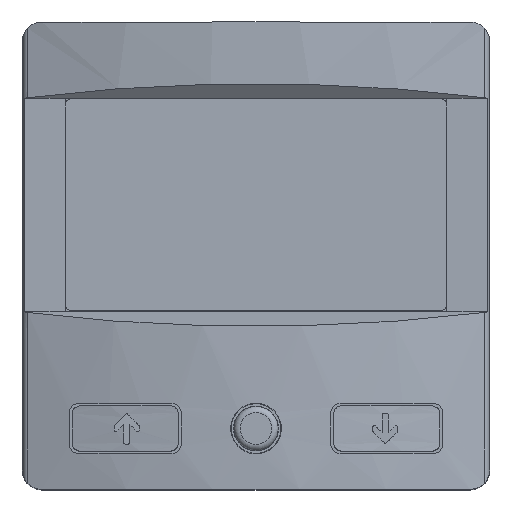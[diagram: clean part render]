
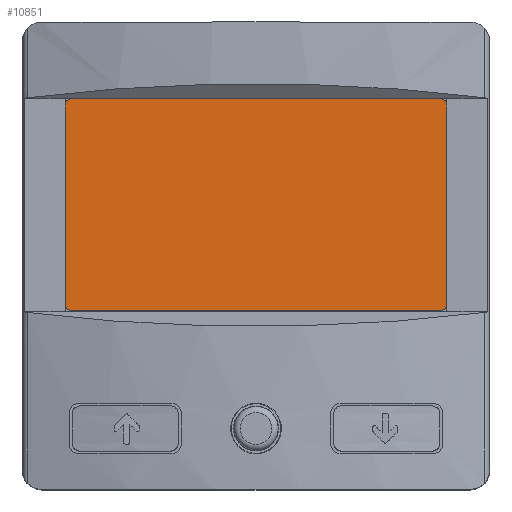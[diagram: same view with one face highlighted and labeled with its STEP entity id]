
A CAD part, top view. The second image highlights one B-rep face of the part: STEP entity #10851.
In plain terms, the highlighted planar face has unit normal (0, 0, 1).
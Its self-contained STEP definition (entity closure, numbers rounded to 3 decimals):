
#205=CIRCLE('',#11363,0.4);
#206=CIRCLE('',#11366,0.4);
#207=CIRCLE('',#11369,0.4);
#208=CIRCLE('',#11372,0.4);
#829=ORIENTED_EDGE('',*,*,#2936,.T.);
#830=ORIENTED_EDGE('',*,*,#2939,.T.);
#831=ORIENTED_EDGE('',*,*,#2941,.T.);
#832=ORIENTED_EDGE('',*,*,#2943,.T.);
#833=ORIENTED_EDGE('',*,*,#2945,.T.);
#834=ORIENTED_EDGE('',*,*,#2947,.T.);
#835=ORIENTED_EDGE('',*,*,#2949,.T.);
#836=ORIENTED_EDGE('',*,*,#2950,.T.);
#2936=EDGE_CURVE('',#4011,#4010,#4718,.T.);
#2939=EDGE_CURVE('',#4010,#4012,#205,.T.);
#2941=EDGE_CURVE('',#4012,#4013,#4722,.T.);
#2943=EDGE_CURVE('',#4013,#4014,#206,.T.);
#2945=EDGE_CURVE('',#4014,#4015,#4725,.T.);
#2947=EDGE_CURVE('',#4015,#4016,#207,.T.);
#2949=EDGE_CURVE('',#4016,#4017,#4728,.T.);
#2950=EDGE_CURVE('',#4017,#4011,#208,.T.);
#4010=VERTEX_POINT('',#14925);
#4011=VERTEX_POINT('',#14927);
#4012=VERTEX_POINT('',#14931);
#4013=VERTEX_POINT('',#14935);
#4014=VERTEX_POINT('',#14939);
#4015=VERTEX_POINT('',#14943);
#4016=VERTEX_POINT('',#14947);
#4017=VERTEX_POINT('',#14951);
#4718=LINE('',#14926,#5675);
#4722=LINE('',#14936,#5679);
#4725=LINE('',#14944,#5682);
#4728=LINE('',#14952,#5685);
#5675=VECTOR('',#12372,1000.);
#5679=VECTOR('',#12382,1000.);
#5682=VECTOR('',#12391,1000.);
#5685=VECTOR('',#12400,1000.);
#6402=EDGE_LOOP('',(#829,#830,#831,#832,#833,#834,#835,#836));
#6947=FACE_BOUND('',#6402,.T.);
#7409=PLANE('',#11373);
#10851=ADVANCED_FACE('',(#6947),#7409,.T.);
#11363=AXIS2_PLACEMENT_3D('',#14932,#12377,#12378);
#11366=AXIS2_PLACEMENT_3D('',#14940,#12386,#12387);
#11369=AXIS2_PLACEMENT_3D('',#14948,#12395,#12396);
#11372=AXIS2_PLACEMENT_3D('',#14954,#12403,#12404);
#11373=AXIS2_PLACEMENT_3D('',#14955,#12405,#12406);
#12372=DIRECTION('',(0.,-1.,0.));
#12377=DIRECTION('',(0.,0.,1.));
#12378=DIRECTION('',(1.,0.,0.));
#12382=DIRECTION('',(1.,0.,0.));
#12386=DIRECTION('',(0.,0.,1.));
#12387=DIRECTION('',(1.,0.,0.));
#12391=DIRECTION('',(0.,1.,0.));
#12395=DIRECTION('',(0.,0.,1.));
#12396=DIRECTION('',(1.,0.,0.));
#12400=DIRECTION('',(-1.,0.,0.));
#12403=DIRECTION('',(0.,0.,1.));
#12404=DIRECTION('',(1.,0.,0.));
#12405=DIRECTION('',(0.,0.,1.));
#12406=DIRECTION('',(1.,0.,0.));
#14925=CARTESIAN_POINT('',(-12.25,-3.125,25.5));
#14926=CARTESIAN_POINT('',(-12.25,9.675,25.5));
#14927=CARTESIAN_POINT('',(-12.25,9.675,25.5));
#14931=CARTESIAN_POINT('',(-11.85,-3.525,25.5));
#14932=CARTESIAN_POINT('',(-11.85,-3.125,25.5));
#14935=CARTESIAN_POINT('',(11.85,-3.525,25.5));
#14936=CARTESIAN_POINT('',(-11.85,-3.525,25.5));
#14939=CARTESIAN_POINT('',(12.25,-3.125,25.5));
#14940=CARTESIAN_POINT('',(11.85,-3.125,25.5));
#14943=CARTESIAN_POINT('',(12.25,9.675,25.5));
#14944=CARTESIAN_POINT('',(12.25,-3.125,25.5));
#14947=CARTESIAN_POINT('',(11.85,10.075,25.5));
#14948=CARTESIAN_POINT('',(11.85,9.675,25.5));
#14951=CARTESIAN_POINT('',(-11.85,10.075,25.5));
#14952=CARTESIAN_POINT('',(11.85,10.075,25.5));
#14954=CARTESIAN_POINT('',(-11.85,9.675,25.5));
#14955=CARTESIAN_POINT('',(-11.85,-3.125,25.5));
